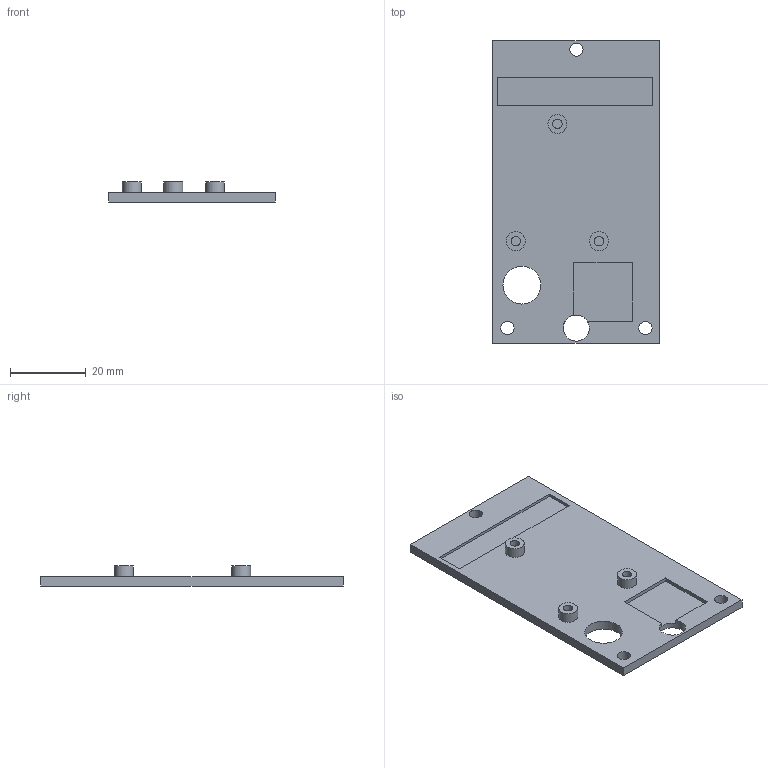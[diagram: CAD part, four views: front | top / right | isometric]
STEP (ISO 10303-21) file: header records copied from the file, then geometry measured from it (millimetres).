
FILE_DESCRIPTION(/* description */ (''),/* implementation_level */ '2;1');
FILE_NAME(/* name */ 'FTM19003 MOD2 Board Mount.step',/* time_stamp */ '2025-04-04T14:28:35-05:00',/* author */ (''),/* organization */ (''),/* preprocessor_version */ 'ST-DEVELOPER v20.1',/* originating_system */ 'Autodesk Translation Framework v14.4.0.0',/* authorisation */ '');
FILE_SCHEMA (('AUTOMOTIVE_DESIGN { 1 0 10303 214 3 1 1 }'));
Length unit declared in the file: millimetre
Products named in the file (1): 2025-04-04-14-28-35-634
Bounding box: 44.16 x 80 x 5.3 mm (x, y, z)
Volume: 8109.8 mm3; surface area: 7963.8 mm2
Topology: 1 solids, 1 shells, 33 faces, 72 edges, 48 vertices
Faces by surface type: plane 22, cylinder 11
Full cylindrical faces by diameter (mm): 2.5 x3, 3.5 x3, 5 x3, 6.899 x1, 10 x1
Entity records: 963 total; most frequent: DIRECTION 164, CARTESIAN_POINT 154, ORIENTED_EDGE 144, EDGE_CURVE 72, AXIS2_PLACEMENT_3D 58, EDGE_LOOP 50, LINE 48, VECTOR 48
